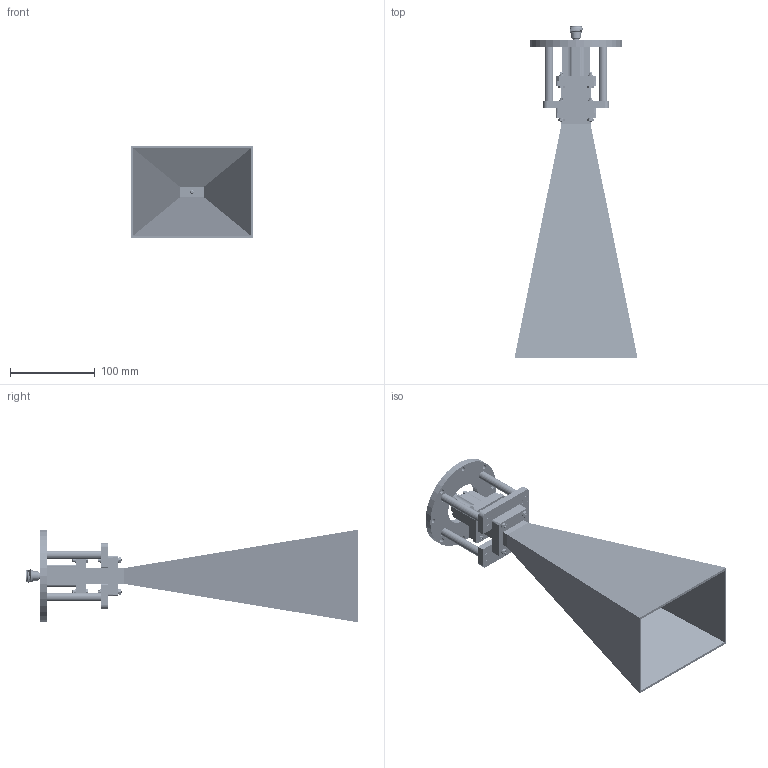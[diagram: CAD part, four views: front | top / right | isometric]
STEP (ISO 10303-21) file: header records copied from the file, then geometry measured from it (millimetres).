
FILE_DESCRIPTION (( 'STEP AP214' ), '1' );
FILE_NAME ('FM1WAN112-20ELNF_3D.step', '2024-05-06T19:14:23', ( '' ), ( '' ), 'SwSTEP 2.0', 'SolidWorks 2022', '' );
FILE_SCHEMA (( 'AUTOMOTIVE_DESIGN' ));
Length unit declared in the file: inch
Products named in the file (19): M2 PH Phil Screw^PE9870_92000A012; FMWAN112-20; No.4 Flat Washer_1_91166A230; 4-40 Nut_1_94150A335; PE9870; PE4355; Screw 4-40SH x 9_16_1; Copy of PEFMWAN075-112-MNT_LWR PLT^FMWAN075-112-MNT; Copy of FMWAN075-112-MNT_UPR PLT^FMWAN075-112-MNT; M2 split lw^PE9870; FMWAN075-112-MNT; M3 split lw^PE9870; M3 PH Phil Screw^PE9870_92000A118; WR-112 CAP^PE9870; FMW112S001-1.5; FM1WAN112-20ELNF_3D; PE9870 WR-112 BASE^PE9870; Copy of FMWAN075-112-MNT_STDF RND M4 FEM, 8OD X 64LG^FMWAN075-112-MNT; Screw 4-40SH x 9_16_2
Assembly tree (61 placements, depth 3):
  FM1WAN112-20ELNF_3D
    FMWAN075-112-MNT
      Copy of FMWAN075-112-MNT_UPR PLT^FMWAN075-112-MNT
      Copy of PEFMWAN075-112-MNT_LWR PLT^FMWAN075-112-MNT
      Copy of FMWAN075-112-MNT_STDF RND M4 FEM, 8OD X 64LG^FMWAN075-112-MNT  x4
    FMWAN112-20
    FMW112S001-1.5
    Screw 4-40SH x 9_16_1  x4
    No.4 Flat Washer_1_91166A230  x12
    4-40 Nut_1_94150A335  x8
    Screw 4-40SH x 9_16_2  x4
    PE9870
      PE9870 WR-112 BASE^PE9870
      WR-112 CAP^PE9870
      PE4355
      M3 PH Phil Screw^PE9870_92000A118  x6
      M3 split lw^PE9870  x6
      M2 PH Phil Screw^PE9870_92000A012  x4
      M2 split lw^PE9870  x4
Bounding box: 145.48 x 392.8 x 110 mm (x, y, z)
Volume: 481062.8 mm3; surface area: 256847 mm2
Topology: 59 solids, 60 shells, 5732 faces, 16108 edges, 10520 vertices
Faces by surface type: cylinder 1937, plane 1752, cone 1020, torus 782, bspline 221, sphere 20
Entity records: 76207 total; most frequent: CARTESIAN_POINT 36629, ORIENTED_EDGE 8940, DIRECTION 6984, EDGE_CURVE 4470, VERTEX_POINT 2936, AXIS2_PLACEMENT_3D 2720, EDGE_LOOP 1722, ADVANCED_FACE 1588
